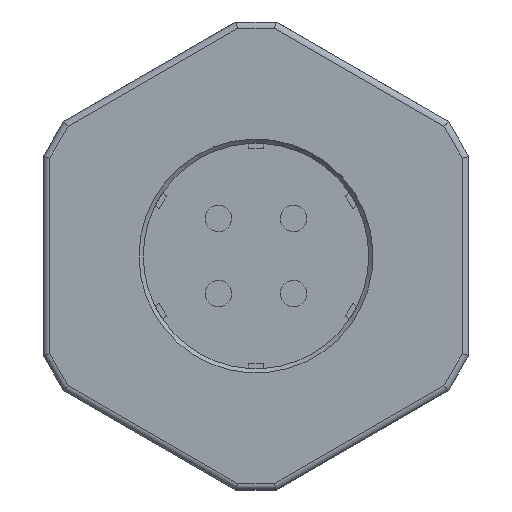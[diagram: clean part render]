
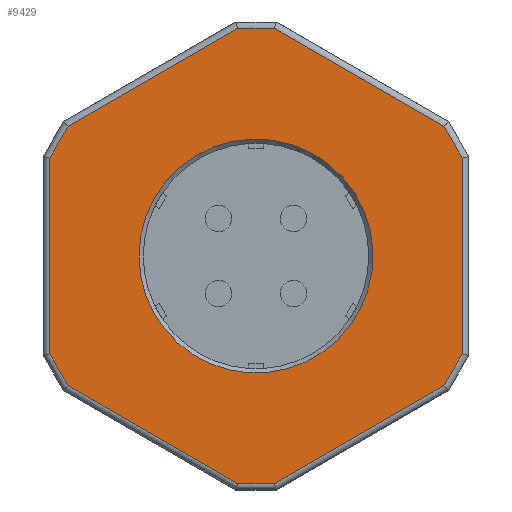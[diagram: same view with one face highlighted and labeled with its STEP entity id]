
A CAD part, left-side view. The second image highlights one B-rep face of the part: STEP entity #9429.
In plain terms, the highlighted planar face has unit normal (-1, 0, 0).
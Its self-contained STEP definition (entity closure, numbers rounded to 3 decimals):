
#320=PLANE('',#10301);
#966=LINE('',#20616,#1909);
#967=LINE('',#20619,#1910);
#968=LINE('',#20621,#1911);
#969=LINE('',#20623,#1912);
#970=LINE('',#20625,#1913);
#971=LINE('',#20627,#1914);
#972=LINE('',#20629,#1915);
#973=LINE('',#20631,#1916);
#974=LINE('',#20633,#1917);
#975=LINE('',#20635,#1918);
#976=LINE('',#20637,#1919);
#977=LINE('',#20639,#1920);
#1909=VECTOR('',#11646,1000.);
#1910=VECTOR('',#11647,1000.);
#1911=VECTOR('',#11648,1000.);
#1912=VECTOR('',#11649,1000.);
#1913=VECTOR('',#11650,1000.);
#1914=VECTOR('',#11651,1000.);
#1915=VECTOR('',#11652,1000.);
#1916=VECTOR('',#11653,1000.);
#1917=VECTOR('',#11654,1000.);
#1918=VECTOR('',#11655,1000.);
#1919=VECTOR('',#11656,1000.);
#1920=VECTOR('',#11657,1000.);
#3408=ORIENTED_EDGE('',*,*,#5799,.T.);
#3409=ORIENTED_EDGE('',*,*,#5800,.T.);
#3410=ORIENTED_EDGE('',*,*,#5801,.T.);
#3411=ORIENTED_EDGE('',*,*,#5802,.T.);
#3412=ORIENTED_EDGE('',*,*,#5803,.T.);
#3413=ORIENTED_EDGE('',*,*,#5804,.T.);
#3414=ORIENTED_EDGE('',*,*,#5805,.T.);
#3415=ORIENTED_EDGE('',*,*,#5806,.T.);
#3416=ORIENTED_EDGE('',*,*,#5807,.T.);
#3417=ORIENTED_EDGE('',*,*,#5808,.T.);
#3418=ORIENTED_EDGE('',*,*,#5809,.T.);
#3419=ORIENTED_EDGE('',*,*,#5810,.T.);
#3420=ORIENTED_EDGE('',*,*,#5811,.T.);
#5799=EDGE_CURVE('',#7004,#7004,#7686,.T.);
#5800=EDGE_CURVE('',#7005,#7006,#966,.F.);
#5801=EDGE_CURVE('',#7006,#7007,#967,.F.);
#5802=EDGE_CURVE('',#7007,#7008,#968,.F.);
#5803=EDGE_CURVE('',#7008,#7009,#969,.F.);
#5804=EDGE_CURVE('',#7009,#7010,#970,.F.);
#5805=EDGE_CURVE('',#7010,#7011,#971,.F.);
#5806=EDGE_CURVE('',#7011,#7012,#972,.F.);
#5807=EDGE_CURVE('',#7012,#7013,#973,.F.);
#5808=EDGE_CURVE('',#7013,#7014,#974,.F.);
#5809=EDGE_CURVE('',#7014,#7015,#975,.F.);
#5810=EDGE_CURVE('',#7015,#7016,#976,.F.);
#5811=EDGE_CURVE('',#7016,#7005,#977,.F.);
#7004=VERTEX_POINT('',#20615);
#7005=VERTEX_POINT('',#20617);
#7006=VERTEX_POINT('',#20618);
#7007=VERTEX_POINT('',#20620);
#7008=VERTEX_POINT('',#20622);
#7009=VERTEX_POINT('',#20624);
#7010=VERTEX_POINT('',#20626);
#7011=VERTEX_POINT('',#20628);
#7012=VERTEX_POINT('',#20630);
#7013=VERTEX_POINT('',#20632);
#7014=VERTEX_POINT('',#20634);
#7015=VERTEX_POINT('',#20636);
#7016=VERTEX_POINT('',#20638);
#7686=CIRCLE('',#10302,5.5);
#8036=EDGE_LOOP('',(#3408));
#8037=EDGE_LOOP('',(#3409,#3410,#3411,#3412,#3413,#3414,#3415,#3416,#3417,
#3418,#3419,#3420));
#8687=FACE_BOUND('',#8036,.T.);
#8688=FACE_BOUND('',#8037,.T.);
#9429=ADVANCED_FACE('',(#8687,#8688),#320,.F.);
#10301=AXIS2_PLACEMENT_3D('',#20613,#11642,#11643);
#10302=AXIS2_PLACEMENT_3D('',#20614,#11644,#11645);
#11642=DIRECTION('',(1.,0.,0.));
#11643=DIRECTION('',(0.,0.,-1.));
#11644=DIRECTION('',(1.,0.,0.));
#11645=DIRECTION('',(0.,0.,-1.));
#11646=DIRECTION('',(0.,0.866,-0.5));
#11647=DIRECTION('',(0.,0.5,-0.866));
#11648=DIRECTION('',(0.,0.,-1.));
#11649=DIRECTION('',(0.,-0.5,-0.866));
#11650=DIRECTION('',(0.,-0.866,-0.5));
#11651=DIRECTION('',(0.,-1.,0.));
#11652=DIRECTION('',(0.,-0.866,0.5));
#11653=DIRECTION('',(0.,-0.5,0.866));
#11654=DIRECTION('',(0.,0.,1.));
#11655=DIRECTION('',(0.,0.5,0.866));
#11656=DIRECTION('',(0.,0.866,0.5));
#11657=DIRECTION('',(0.,1.,0.));
#20613=CARTESIAN_POINT('',(-1.5,0.,0.));
#20614=CARTESIAN_POINT('',(-1.5,0.,0.));
#20615=CARTESIAN_POINT('',(-1.5,0.,-5.5));
#20616=CARTESIAN_POINT('',(-1.5,-5.35,-9.266));
#20617=CARTESIAN_POINT('',(-1.5,-4.599,-9.7));
#20618=CARTESIAN_POINT('',(-1.5,-6.101,-8.833));
#20619=CARTESIAN_POINT('',(-1.5,-8.4,-4.85));
#20620=CARTESIAN_POINT('',(-1.5,-10.7,-0.867));
#20621=CARTESIAN_POINT('',(-1.5,-10.7,0.));
#20622=CARTESIAN_POINT('',(-1.5,-10.7,0.867));
#20623=CARTESIAN_POINT('',(-1.5,-8.4,4.85));
#20624=CARTESIAN_POINT('',(-1.5,-6.101,8.833));
#20625=CARTESIAN_POINT('',(-1.5,-5.35,9.266));
#20626=CARTESIAN_POINT('',(-1.5,-4.599,9.7));
#20627=CARTESIAN_POINT('',(-1.5,0.,9.7));
#20628=CARTESIAN_POINT('',(-1.5,4.599,9.7));
#20629=CARTESIAN_POINT('',(-1.5,5.35,9.266));
#20630=CARTESIAN_POINT('',(-1.5,6.101,8.833));
#20631=CARTESIAN_POINT('',(-1.5,8.4,4.85));
#20632=CARTESIAN_POINT('',(-1.5,10.7,0.867));
#20633=CARTESIAN_POINT('',(-1.5,10.7,0.));
#20634=CARTESIAN_POINT('',(-1.5,10.7,-0.867));
#20635=CARTESIAN_POINT('',(-1.5,8.4,-4.85));
#20636=CARTESIAN_POINT('',(-1.5,6.101,-8.833));
#20637=CARTESIAN_POINT('',(-1.5,5.35,-9.266));
#20638=CARTESIAN_POINT('',(-1.5,4.599,-9.7));
#20639=CARTESIAN_POINT('',(-1.5,0.,-9.7));
